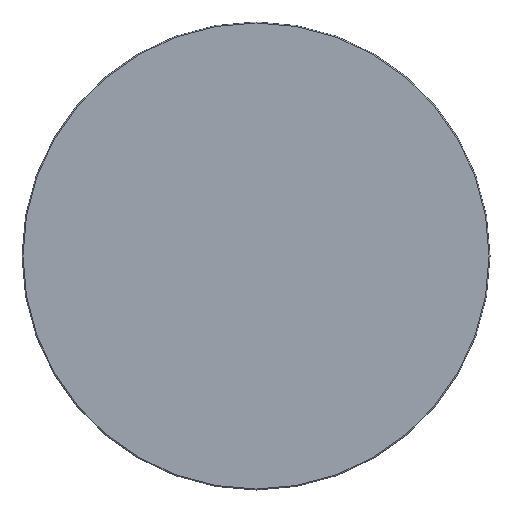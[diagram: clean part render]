
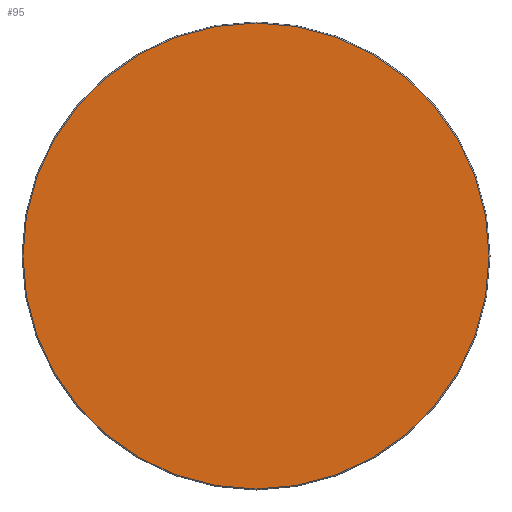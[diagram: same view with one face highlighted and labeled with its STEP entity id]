
A CAD part, front view. The second image highlights one B-rep face of the part: STEP entity #95.
In plain terms, the highlighted planar face has unit normal (0, -1, 0).
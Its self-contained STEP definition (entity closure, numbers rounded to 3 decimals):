
#4 = DIRECTION ( 'NONE',  ( 0., 1., 0. ) ) ;
#9 = FACE_OUTER_BOUND ( 'NONE', #88, .T. ) ;
#20 = VERTEX_POINT ( 'NONE', #72 ) ;
#27 = DIRECTION ( 'NONE',  ( 0., 0., 1. ) ) ;
#36 = AXIS2_PLACEMENT_3D ( 'NONE', #165, #242, #248 ) ;
#38 = EDGE_CURVE ( 'NONE', #279, #20, #234, .T. ) ;
#52 = DIRECTION ( 'NONE',  ( 0., -1., 0. ) ) ;
#72 = CARTESIAN_POINT ( 'NONE',  ( 0., 0., -59.75 ) ) ;
#78 = EDGE_CURVE ( 'NONE', #20, #279, #213, .T. ) ;
#88 = EDGE_LOOP ( 'NONE', ( #110, #107 ) ) ;
#95 = ADVANCED_FACE ( 'NONE', ( #9 ), #263, .F. ) ;
#107 = ORIENTED_EDGE ( 'NONE', *, *, #78, .T. ) ;
#110 = ORIENTED_EDGE ( 'NONE', *, *, #38, .T. ) ;
#123 = AXIS2_PLACEMENT_3D ( 'NONE', #144, #4, #244 ) ;
#140 = AXIS2_PLACEMENT_3D ( 'NONE', #223, #52, #27 ) ;
#144 = CARTESIAN_POINT ( 'NONE',  ( 0., 0., 0. ) ) ;
#165 = CARTESIAN_POINT ( 'NONE',  ( 0., 0., 0. ) ) ;
#213 = CIRCLE ( 'NONE', #140, 59.75 ) ;
#222 = CARTESIAN_POINT ( 'NONE',  ( 0., 0., 59.75 ) ) ;
#223 = CARTESIAN_POINT ( 'NONE',  ( 0., 0., 0. ) ) ;
#234 = CIRCLE ( 'NONE', #36, 59.75 ) ;
#242 = DIRECTION ( 'NONE',  ( 0., -1., 0. ) ) ;
#244 = DIRECTION ( 'NONE',  ( 0., 0., 1. ) ) ;
#248 = DIRECTION ( 'NONE',  ( 0., 0., 1. ) ) ;
#263 = PLANE ( 'NONE',  #123 ) ;
#279 = VERTEX_POINT ( 'NONE', #222 ) ;
